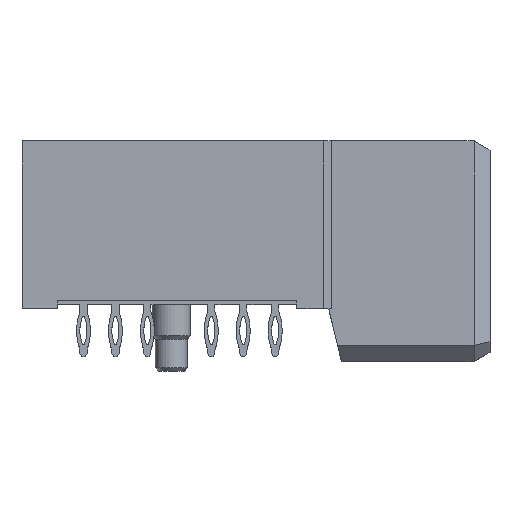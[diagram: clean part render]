
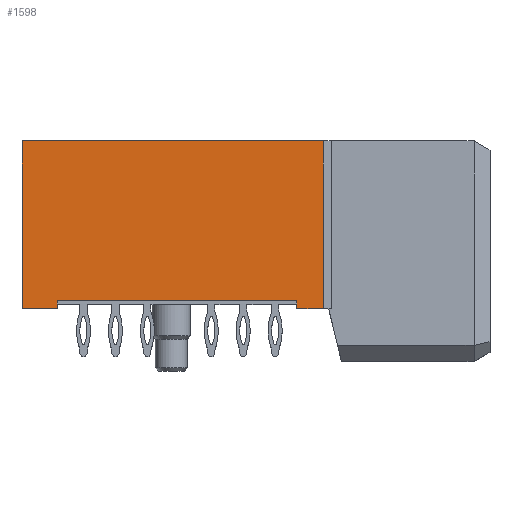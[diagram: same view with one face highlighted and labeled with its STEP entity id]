
A CAD part, top view. The second image highlights one B-rep face of the part: STEP entity #1598.
In plain terms, the highlighted face is planar.
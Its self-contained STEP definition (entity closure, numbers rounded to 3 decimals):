
#1598 = ADVANCED_FACE( '', ( #3284 ), #3285, .F. );
#3284 = FACE_OUTER_BOUND( '', #5066, .T. );
#3285 = PLANE( '', #5067 );
#5066 = EDGE_LOOP( '', ( #9727, #9728, #9729, #9730, #9731, #9732, #9733, #9734 ) );
#5067 = AXIS2_PLACEMENT_3D( '', #9735, #9736, #9737 );
#9727 = ORIENTED_EDGE( '', *, *, #12887, .F. );
#9728 = ORIENTED_EDGE( '', *, *, #11161, .F. );
#9729 = ORIENTED_EDGE( '', *, *, #10970, .F. );
#9730 = ORIENTED_EDGE( '', *, *, #12888, .T. );
#9731 = ORIENTED_EDGE( '', *, *, #11967, .F. );
#9732 = ORIENTED_EDGE( '', *, *, #11744, .F. );
#9733 = ORIENTED_EDGE( '', *, *, #11702, .T. );
#9734 = ORIENTED_EDGE( '', *, *, #11775, .T. );
#9735 = CARTESIAN_POINT( '', ( 6.9, -19.2, -5.925 ) );
#9736 = DIRECTION( '', ( 0., 0., 1. ) );
#9737 = DIRECTION( '', ( 1., 0., 0. ) );
#10970 = EDGE_CURVE( '', #13216, #13212, #13218, .T. );
#11161 = EDGE_CURVE( '', #13212, #13555, #13558, .T. );
#11702 = EDGE_CURVE( '', #14473, #14471, #14474, .T. );
#11744 = EDGE_CURVE( '', #14473, #14542, #14543, .T. );
#11775 = EDGE_CURVE( '', #14471, #14588, #14590, .T. );
#11967 = EDGE_CURVE( '', #14542, #14878, #14882, .T. );
#12887 = EDGE_CURVE( '', #13555, #14588, #16123, .T. );
#12888 = EDGE_CURVE( '', #13216, #14878, #16124, .T. );
#13212 = VERTEX_POINT( '', #16506 );
#13216 = VERTEX_POINT( '', #16512 );
#13218 = LINE( '', #16515, #16516 );
#13555 = VERTEX_POINT( '', #16975 );
#13558 = LINE( '', #16980, #16981 );
#14471 = VERTEX_POINT( '', #18258 );
#14473 = VERTEX_POINT( '', #18261 );
#14474 = LINE( '', #18262, #18263 );
#14542 = VERTEX_POINT( '', #18364 );
#14543 = LINE( '', #18365, #18366 );
#14588 = VERTEX_POINT( '', #18423 );
#14590 = LINE( '', #18426, #18427 );
#14878 = VERTEX_POINT( '', #18837 );
#14882 = LINE( '', #18843, #18844 );
#16123 = LINE( '', #20593, #20594 );
#16124 = LINE( '', #20595, #20596 );
#16506 = CARTESIAN_POINT( '', ( -3.1, -2., -5.925 ) );
#16512 = CARTESIAN_POINT( '', ( -3.6, -2., -5.925 ) );
#16515 = CARTESIAN_POINT( '', ( 6.9, -2., -5.925 ) );
#16516 = VECTOR( '', #20956, 1000. );
#16975 = CARTESIAN_POINT( '', ( -3.1, -17., -5.925 ) );
#16980 = CARTESIAN_POINT( '', ( -3.1, -19.2, -5.925 ) );
#16981 = VECTOR( '', #21165, 1000. );
#18258 = CARTESIAN_POINT( '', ( -3.6, -19.2, -5.925 ) );
#18261 = CARTESIAN_POINT( '', ( 6.9, -19.2, -5.925 ) );
#18262 = CARTESIAN_POINT( '', ( 6.9, -19.2, -5.925 ) );
#18263 = VECTOR( '', #21729, 1000. );
#18364 = CARTESIAN_POINT( '', ( 6.9, -0.33, -5.925 ) );
#18365 = CARTESIAN_POINT( '', ( 6.9, -19.2, -5.925 ) );
#18366 = VECTOR( '', #21769, 1000. );
#18423 = CARTESIAN_POINT( '', ( -3.6, -17., -5.925 ) );
#18426 = CARTESIAN_POINT( '', ( -3.6, -19.2, -5.925 ) );
#18427 = VECTOR( '', #21813, 1000. );
#18837 = CARTESIAN_POINT( '', ( -3.6, -0.33, -5.925 ) );
#18843 = CARTESIAN_POINT( '', ( 6.9, -0.33, -5.925 ) );
#18844 = VECTOR( '', #22004, 1000. );
#20593 = CARTESIAN_POINT( '', ( 6.9, -17., -5.925 ) );
#20594 = VECTOR( '', #22990, 1000. );
#20595 = CARTESIAN_POINT( '', ( -3.6, -19.2, -5.925 ) );
#20596 = VECTOR( '', #22991, 1000. );
#20956 = DIRECTION( '', ( 1., 0., 0. ) );
#21165 = DIRECTION( '', ( 0., -1., 0. ) );
#21729 = DIRECTION( '', ( -1., 0., 0. ) );
#21769 = DIRECTION( '', ( 0., 1., 0. ) );
#21813 = DIRECTION( '', ( 0., 1., 0. ) );
#22004 = DIRECTION( '', ( -1., 0., 0. ) );
#22990 = DIRECTION( '', ( -1., 0., 0. ) );
#22991 = DIRECTION( '', ( 0., 1., 0. ) );
